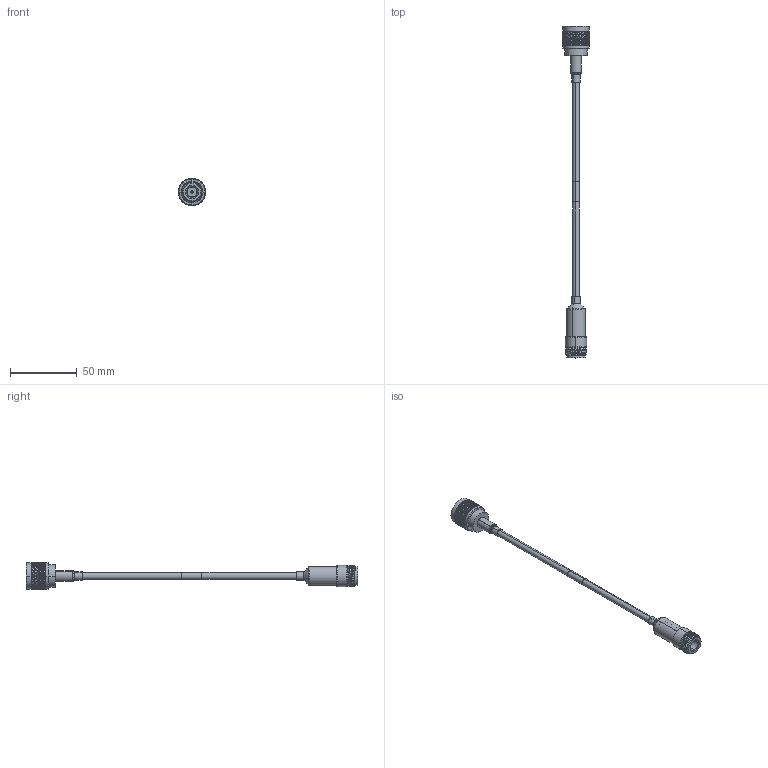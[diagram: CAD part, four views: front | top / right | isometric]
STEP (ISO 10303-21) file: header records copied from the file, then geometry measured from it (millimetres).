
FILE_DESCRIPTION (( 'STEP AP214' ), '1' );
FILE_NAME ('FMC00141_3D.STEP', '2021-11-05T19:06:41', ( '' ), ( '' ), 'SwSTEP 2.0', 'SolidWorks 2021', '' );
FILE_SCHEMA (( 'AUTOMOTIVE_DESIGN' ));
Length unit declared in the file: inch
Products named in the file (6): THRINK TUBING RG58C; THRINK TUBING RG58C_3; SC9302; FMC00141_3D; RG58_WITH LABEL; SC9109
Assembly tree (5 placements, depth 2):
  FMC00141_3D
    RG58_WITH LABEL
    SC9109
    SC9302
    THRINK TUBING RG58C_3
    THRINK TUBING RG58C
Bounding box: 20.32 x 248.08 x 20.32 mm (x, y, z)
Volume: 14258.7 mm3; surface area: 13972.9 mm2
Topology: 7 solids, 7 shells, 2486 faces, 5319 edges, 2868 vertices
Faces by surface type: bspline 1798, cylinder 549, plane 59, cone 58, torus 22
Entity records: 96574 total; most frequent: CARTESIAN_POINT 62753, ORIENTED_EDGE 10638, EDGE_CURVE 5319, VERTEX_POINT 2868, EDGE_LOOP 2515, ADVANCED_FACE 2486, FACE_OUTER_BOUND 2486, DIRECTION 2417
